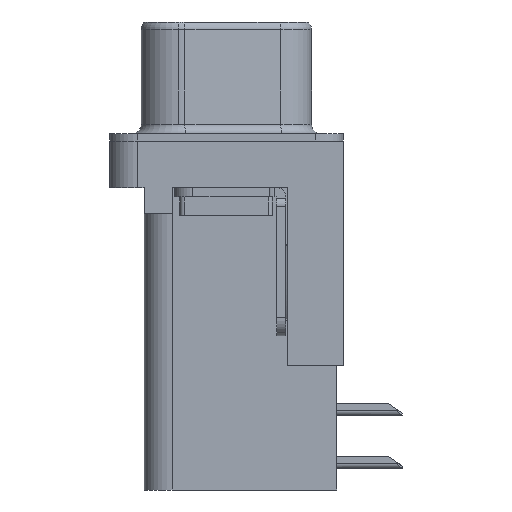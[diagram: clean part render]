
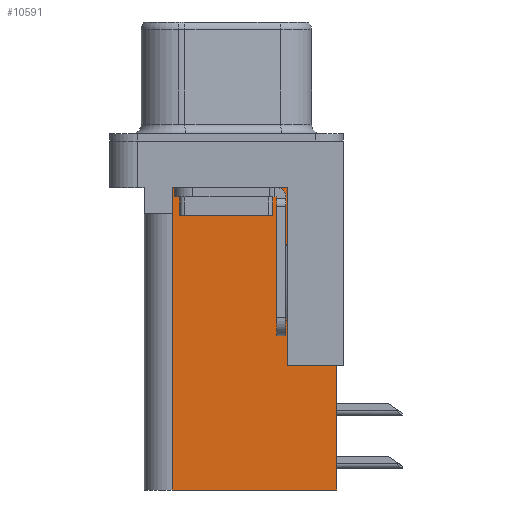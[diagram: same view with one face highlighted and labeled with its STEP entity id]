
A CAD part, left-side view. The second image highlights one B-rep face of the part: STEP entity #10591.
In plain terms, the highlighted planar face has unit normal (-1, 0, 0).
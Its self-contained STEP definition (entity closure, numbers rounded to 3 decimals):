
#384 = ORIENTED_EDGE ( 'NONE', *, *, #6669, .F. ) ;
#454 = LINE ( 'NONE', #17581, #3759 ) ;
#800 = DIRECTION ( 'NONE',  ( 0., 0., -1. ) ) ;
#994 = DIRECTION ( 'NONE',  ( 0., 1., 0. ) ) ;
#1088 = VECTOR ( 'NONE', #16324, 1000. ) ;
#1156 = CARTESIAN_POINT ( 'NONE',  ( 3.79, -3.295, -18.76 ) ) ;
#1178 = CARTESIAN_POINT ( 'NONE',  ( 3.79, 2.925, -3.9 ) ) ;
#1397 = LINE ( 'NONE', #13102, #15649 ) ;
#1407 = CARTESIAN_POINT ( 'NONE',  ( 3.79, 2.895, -2.5 ) ) ;
#1679 = CARTESIAN_POINT ( 'NONE',  ( 3.79, 2.895, -3.9 ) ) ;
#1706 = DIRECTION ( 'NONE',  ( 0., 1., 0. ) ) ;
#1822 = VERTEX_POINT ( 'NONE', #5898 ) ;
#2127 = ORIENTED_EDGE ( 'NONE', *, *, #15511, .T. ) ;
#2661 = ORIENTED_EDGE ( 'NONE', *, *, #17772, .T. ) ;
#2836 = ORIENTED_EDGE ( 'NONE', *, *, #9406, .T. ) ;
#2846 = LINE ( 'NONE', #16162, #16214 ) ;
#3651 = VERTEX_POINT ( 'NONE', #15948 ) ;
#3759 = VECTOR ( 'NONE', #994, 1000. ) ;
#3895 = AXIS2_PLACEMENT_3D ( 'NONE', #11336, #9993, #1706 ) ;
#3932 = VERTEX_POINT ( 'NONE', #5452 ) ;
#4008 = ORIENTED_EDGE ( 'NONE', *, *, #6227, .T. ) ;
#4325 = CARTESIAN_POINT ( 'NONE',  ( 3.79, 2.925, -18.76 ) ) ;
#4959 = CARTESIAN_POINT ( 'NONE',  ( 3.79, 2.895, -3.9 ) ) ;
#5452 = CARTESIAN_POINT ( 'NONE',  ( 3.79, -5.925, -12.05 ) ) ;
#5523 = VERTEX_POINT ( 'NONE', #1178 ) ;
#5898 = CARTESIAN_POINT ( 'NONE',  ( 3.79, -5.925, -18.76 ) ) ;
#5927 = LINE ( 'NONE', #16976, #9178 ) ;
#5931 = DIRECTION ( 'NONE',  ( 0., 1., 0. ) ) ;
#6227 = EDGE_CURVE ( 'NONE', #3651, #13750, #8012, .T. ) ;
#6324 = CARTESIAN_POINT ( 'NONE',  ( 3.79, -5.925, -2. ) ) ;
#6354 = VERTEX_POINT ( 'NONE', #1407 ) ;
#6492 = VERTEX_POINT ( 'NONE', #1679 ) ;
#6503 = VECTOR ( 'NONE', #10546, 1000. ) ;
#6669 = EDGE_CURVE ( 'NONE', #14154, #5523, #1397, .T. ) ;
#7241 = PLANE ( 'NONE',  #3895 ) ;
#7464 = VECTOR ( 'NONE', #800, 1000. ) ;
#8012 = LINE ( 'NONE', #1156, #1088 ) ;
#8081 = FACE_OUTER_BOUND ( 'NONE', #14426, .T. ) ;
#8990 = VECTOR ( 'NONE', #13216, 1000. ) ;
#9178 = VECTOR ( 'NONE', #5931, 1000. ) ;
#9406 = EDGE_CURVE ( 'NONE', #13750, #6354, #17535, .T. ) ;
#9473 = EDGE_CURVE ( 'NONE', #6492, #5523, #2846, .T. ) ;
#9993 = DIRECTION ( 'NONE',  ( 1., 0., 0. ) ) ;
#10171 = CARTESIAN_POINT ( 'NONE',  ( 3.79, -3.295, -2.5 ) ) ;
#10433 = ORIENTED_EDGE ( 'NONE', *, *, #16486, .F. ) ;
#10546 = DIRECTION ( 'NONE',  ( 0., 1., 0. ) ) ;
#10591 = ADVANCED_FACE ( 'NONE', ( #8081 ), #7241, .F. ) ;
#11148 = LINE ( 'NONE', #6324, #7464 ) ;
#11336 = CARTESIAN_POINT ( 'NONE',  ( 3.79, -3.295, -18.76 ) ) ;
#12659 = LINE ( 'NONE', #4959, #8990 ) ;
#12864 = ORIENTED_EDGE ( 'NONE', *, *, #9473, .T. ) ;
#13102 = CARTESIAN_POINT ( 'NONE',  ( 3.79, 2.925, -18.76 ) ) ;
#13216 = DIRECTION ( 'NONE',  ( 0., 0., -1. ) ) ;
#13261 = CARTESIAN_POINT ( 'NONE',  ( 3.79, -3.295, -2.5 ) ) ;
#13487 = ORIENTED_EDGE ( 'NONE', *, *, #15998, .F. ) ;
#13750 = VERTEX_POINT ( 'NONE', #10171 ) ;
#14154 = VERTEX_POINT ( 'NONE', #4325 ) ;
#14426 = EDGE_LOOP ( 'NONE', ( #2836, #2127, #12864, #384, #10433, #13487, #2661, #4008 ) ) ;
#15511 = EDGE_CURVE ( 'NONE', #6354, #6492, #12659, .T. ) ;
#15649 = VECTOR ( 'NONE', #17284, 1000. ) ;
#15948 = CARTESIAN_POINT ( 'NONE',  ( 3.79, -3.295, -12.05 ) ) ;
#15998 = EDGE_CURVE ( 'NONE', #3932, #1822, #11148, .T. ) ;
#16162 = CARTESIAN_POINT ( 'NONE',  ( 3.79, 0., -3.9 ) ) ;
#16214 = VECTOR ( 'NONE', #17573, 1000. ) ;
#16324 = DIRECTION ( 'NONE',  ( 0., 0., 1. ) ) ;
#16486 = EDGE_CURVE ( 'NONE', #1822, #14154, #5927, .T. ) ;
#16976 = CARTESIAN_POINT ( 'NONE',  ( 3.79, -3.295, -18.76 ) ) ;
#17284 = DIRECTION ( 'NONE',  ( 0., 0., 1. ) ) ;
#17535 = LINE ( 'NONE', #13261, #6503 ) ;
#17573 = DIRECTION ( 'NONE',  ( 0., 1., 0. ) ) ;
#17581 = CARTESIAN_POINT ( 'NONE',  ( 3.79, -6.295, -12.05 ) ) ;
#17772 = EDGE_CURVE ( 'NONE', #3932, #3651, #454, .T. ) ;
